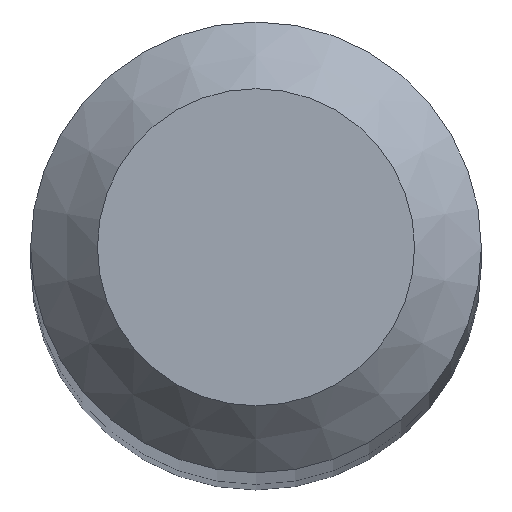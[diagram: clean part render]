
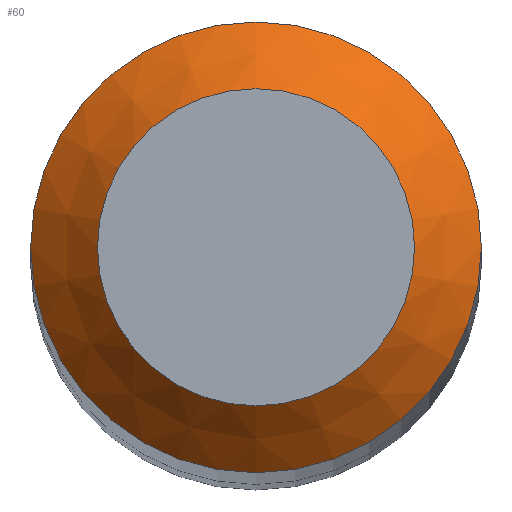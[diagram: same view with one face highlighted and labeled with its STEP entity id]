
A CAD part, top view. The second image highlights one B-rep face of the part: STEP entity #60.
In plain terms, the highlighted conical face has half-angle 45 degrees and reference radius 0.475 mm.
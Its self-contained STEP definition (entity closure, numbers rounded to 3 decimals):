
#2 = CIRCLE ( 'NONE', #190, 0.675 ) ;
#10 = DIRECTION ( 'NONE',  ( 0., 0., -1. ) ) ;
#16 = DIRECTION ( 'NONE',  ( 0., 0., -1. ) ) ;
#26 = DIRECTION ( 'NONE',  ( 0., 1., 0. ) ) ;
#27 = EDGE_CURVE ( 'NONE', #154, #154, #84, .T. ) ;
#28 = FACE_OUTER_BOUND ( 'NONE', #102, .T. ) ;
#33 = VERTEX_POINT ( 'NONE', #142 ) ;
#41 = ORIENTED_EDGE ( 'NONE', *, *, #100, .F. ) ;
#51 = DIRECTION ( 'NONE',  ( 0., 0., -1. ) ) ;
#60 = ADVANCED_FACE ( 'NONE', ( #28, #121 ), #62, .T. ) ;
#62 = CONICAL_SURFACE ( 'NONE', #66, 0.475, 0.785 ) ;
#64 = CARTESIAN_POINT ( 'NONE',  ( 0., 0.475, 30. ) ) ;
#66 = AXIS2_PLACEMENT_3D ( 'NONE', #108, #16, #148 ) ;
#72 = AXIS2_PLACEMENT_3D ( 'NONE', #145, #10, #26 ) ;
#84 = CIRCLE ( 'NONE', #72, 0.475 ) ;
#100 = EDGE_CURVE ( 'NONE', #33, #33, #2, .T. ) ;
#102 = EDGE_LOOP ( 'NONE', ( #41 ) ) ;
#108 = CARTESIAN_POINT ( 'NONE',  ( 0., 0., 30. ) ) ;
#113 = CARTESIAN_POINT ( 'NONE',  ( 0., 0., 29.8 ) ) ;
#121 = FACE_BOUND ( 'NONE', #180, .T. ) ;
#125 = DIRECTION ( 'NONE',  ( 0., 1., 0. ) ) ;
#142 = CARTESIAN_POINT ( 'NONE',  ( 0., 0.675, 29.8 ) ) ;
#145 = CARTESIAN_POINT ( 'NONE',  ( 0., 0., 30. ) ) ;
#148 = DIRECTION ( 'NONE',  ( 0., 1., 0. ) ) ;
#154 = VERTEX_POINT ( 'NONE', #64 ) ;
#177 = ORIENTED_EDGE ( 'NONE', *, *, #27, .T. ) ;
#180 = EDGE_LOOP ( 'NONE', ( #177 ) ) ;
#190 = AXIS2_PLACEMENT_3D ( 'NONE', #113, #51, #125 ) ;
